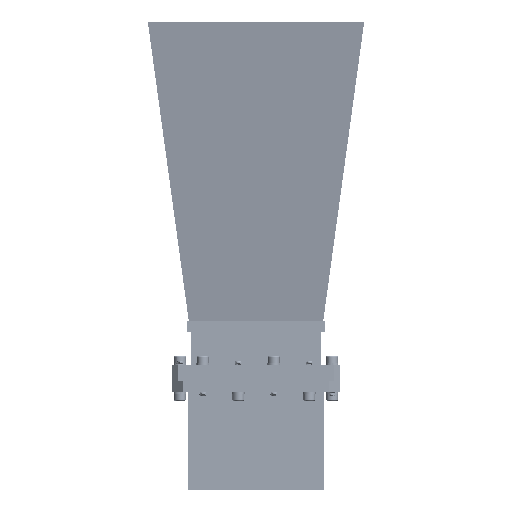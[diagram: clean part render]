
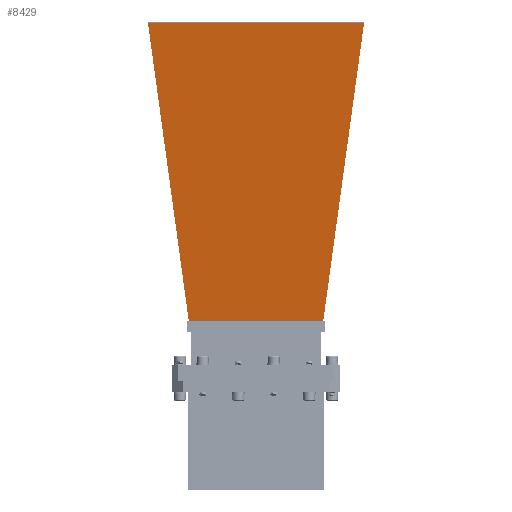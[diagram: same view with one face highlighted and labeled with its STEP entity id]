
A CAD part, front view. The second image highlights one B-rep face of the part: STEP entity #8429.
In plain terms, the highlighted face is planar.
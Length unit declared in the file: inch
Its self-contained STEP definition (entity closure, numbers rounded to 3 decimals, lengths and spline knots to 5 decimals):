
#687 = DIRECTION ( 'NONE',  ( 0., 0.153, -0.988 ) ) ;
#1223 = DIRECTION ( 'NONE',  ( -1., 0., 0. ) ) ;
#1685 = CARTESIAN_POINT ( 'NONE',  ( -3.07217, 0.375, 0.763 ) ) ;
#2775 = EDGE_CURVE ( 'NONE', #15486, #8635, #16695, .T. ) ;
#4269 = EDGE_CURVE ( 'NONE', #13702, #9125, #13568, .T. ) ;
#4406 = CARTESIAN_POINT ( 'NONE',  ( 9.11294, 7.22597, 1.82083 ) ) ;
#4469 = ORIENTED_EDGE ( 'NONE', *, *, #13926, .T. ) ;
#5738 = VECTOR ( 'NONE', #1223, 39.37008 ) ;
#6726 = CARTESIAN_POINT ( 'NONE',  ( -2.60045, 8.09734, 1.95538 ) ) ;
#6895 = DIRECTION ( 'NONE',  ( 1., 0., 0. ) ) ;
#6920 = AXIS2_PLACEMENT_3D ( 'NONE', #4406, #687, #9872 ) ;
#6977 = PLANE ( 'NONE',  #6920 ) ;
#7220 = FACE_OUTER_BOUND ( 'NONE', #12849, .T. ) ;
#7406 = CARTESIAN_POINT ( 'NONE',  ( 2.60045, 8.09734, 1.95538 ) ) ;
#7734 = CARTESIAN_POINT ( 'NONE',  ( 2.48108, 7.22597, 1.82083 ) ) ;
#7741 = LINE ( 'NONE', #14368, #5738 ) ;
#7815 = LINE ( 'NONE', #1685, #13659 ) ;
#7821 = ORIENTED_EDGE ( 'NONE', *, *, #4269, .T. ) ;
#7833 = DIRECTION ( 'NONE',  ( 0.134, -0.979, -0.151 ) ) ;
#8418 = VECTOR ( 'NONE', #7833, 39.37008 ) ;
#8429 = ADVANCED_FACE ( 'NONE', ( #7220 ), #6977, .F. ) ;
#8520 = ORIENTED_EDGE ( 'NONE', *, *, #14479, .T. ) ;
#8635 = VERTEX_POINT ( 'NONE', #9439 ) ;
#9125 = VERTEX_POINT ( 'NONE', #11575 ) ;
#9439 = CARTESIAN_POINT ( 'NONE',  ( 1.54257, 0.375, 0.763 ) ) ;
#9872 = DIRECTION ( 'NONE',  ( 0., 0.988, 0.153 ) ) ;
#10055 = VECTOR ( 'NONE', #13852, 39.37008 ) ;
#11575 = CARTESIAN_POINT ( 'NONE',  ( -1.54257, 0.375, 0.763 ) ) ;
#12469 = CARTESIAN_POINT ( 'NONE',  ( -2.48108, 7.22597, 1.82083 ) ) ;
#12849 = EDGE_LOOP ( 'NONE', ( #4469, #7821, #8520, #13680 ) ) ;
#13568 = LINE ( 'NONE', #6726, #8418 ) ;
#13659 = VECTOR ( 'NONE', #6895, 39.37008 ) ;
#13680 = ORIENTED_EDGE ( 'NONE', *, *, #2775, .F. ) ;
#13702 = VERTEX_POINT ( 'NONE', #12469 ) ;
#13852 = DIRECTION ( 'NONE',  ( -0.134, -0.979, -0.151 ) ) ;
#13926 = EDGE_CURVE ( 'NONE', #15486, #13702, #7741, .T. ) ;
#14368 = CARTESIAN_POINT ( 'NONE',  ( 9.11294, 7.22597, 1.82083 ) ) ;
#14479 = EDGE_CURVE ( 'NONE', #9125, #8635, #7815, .T. ) ;
#15486 = VERTEX_POINT ( 'NONE', #7734 ) ;
#16695 = LINE ( 'NONE', #7406, #10055 ) ;
